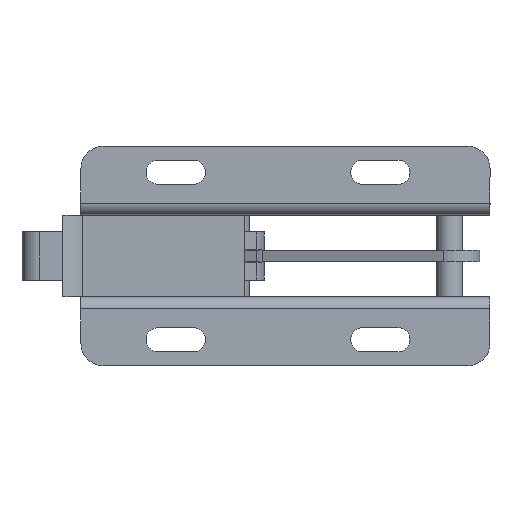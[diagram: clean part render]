
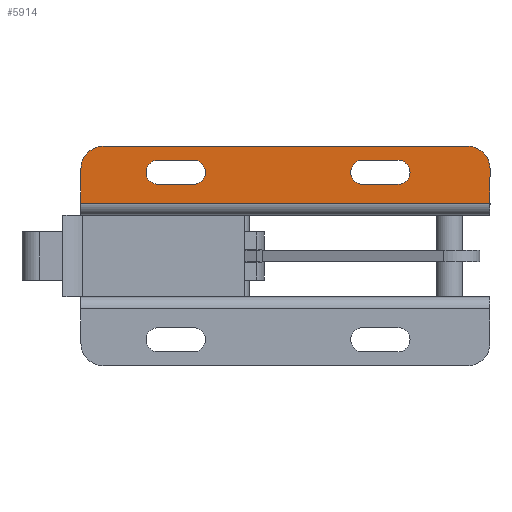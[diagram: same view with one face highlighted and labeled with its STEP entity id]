
A CAD part, front view. The second image highlights one B-rep face of the part: STEP entity #5914.
In plain terms, the highlighted planar face has unit normal (0, -1, 0).
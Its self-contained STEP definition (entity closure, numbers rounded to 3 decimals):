
#267 = CARTESIAN_POINT ( 'NONE',  ( 21.9, -32.6, -3.2 ) ) ;
#268 = DIRECTION ( 'NONE',  ( -1., 0., 0. ) ) ;
#269 = CARTESIAN_POINT ( 'NONE',  ( -82.1, -32.6, -12.5 ) ) ;
#270 = DIRECTION ( 'NONE',  ( 0., 1., 0. ) ) ;
#310 = CIRCLE ( 'NONE', #315, 6. ) ;
#314 = VECTOR ( 'NONE', #268, 1000. ) ;
#315 = AXIS2_PLACEMENT_3D ( 'NONE', #269, #270, #827 ) ;
#352 = EDGE_CURVE ( 'NONE', #3578, #3576, #6919, .T. ) ;
#353 = EDGE_CURVE ( 'NONE', #3573, #3575, #8021, .T. ) ;
#354 = EDGE_CURVE ( 'NONE', #3576, #3577, #1356, .T. ) ;
#355 = EDGE_CURVE ( 'NONE', #3579, #3578, #1357, .T. ) ;
#356 = EDGE_CURVE ( 'NONE', #3577, #3579, #8025, .T. ) ;
#357 = EDGE_CURVE ( 'NONE', #3511, #3570, #8028, .T. ) ;
#827 = DIRECTION ( 'NONE',  ( 0., 0., -1. ) ) ;
#1000 = AXIS2_PLACEMENT_3D ( 'NONE', #6635, #6636, #6637 ) ;
#1015 = VECTOR ( 'NONE', #6660, 1000. ) ;
#1024 = VECTOR ( 'NONE', #6678, 1000. ) ;
#1356 = LINE ( 'NONE', #3950, #8024 ) ;
#1357 = LINE ( 'NONE', #3952, #8026 ) ;
#1569 = EDGE_LOOP ( 'NONE', ( #4890, #4892, #4891, #4893 ) ) ;
#1570 = EDGE_LOOP ( 'NONE', ( #5025, #5027, #5026, #5028 ) ) ;
#1571 = EDGE_LOOP ( 'NONE', ( #5031, #5030, #5029, #5032, #5033, #5034 ) ) ;
#2424 = CARTESIAN_POINT ( 'NONE',  ( 21.9, -32.6, -18.5 ) ) ;
#2425 = DIRECTION ( 'NONE',  ( -1., 0., 0. ) ) ;
#2428 = CARTESIAN_POINT ( 'NONE',  ( -63.35, -32.6, -11.5 ) ) ;
#2429 = DIRECTION ( 'NONE',  ( 0., -1., 0. ) ) ;
#2430 = DIRECTION ( 'NONE',  ( 0., 0., -1. ) ) ;
#2431 = CARTESIAN_POINT ( 'NONE',  ( 21.9, -32.6, -14.75 ) ) ;
#2432 = DIRECTION ( 'NONE',  ( 1., 0., 0. ) ) ;
#2433 = CARTESIAN_POINT ( 'NONE',  ( 21.9, -32.6, -8.25 ) ) ;
#2434 = DIRECTION ( 'NONE',  ( -1., 0., 0. ) ) ;
#3230 = EDGE_CURVE ( 'NONE', #3570, #3571, #4088, .T. ) ;
#3232 = EDGE_CURVE ( 'NONE', #3574, #3572, #7874, .T. ) ;
#3233 = EDGE_CURVE ( 'NONE', #3572, #3573, #4090, .T. ) ;
#3234 = EDGE_CURVE ( 'NONE', #3575, #3574, #4091, .T. ) ;
#3510 = VERTEX_POINT ( 'NONE', #7197 ) ;
#3511 = VERTEX_POINT ( 'NONE', #7198 ) ;
#3519 = VERTEX_POINT ( 'NONE', #7206 ) ;
#3520 = VERTEX_POINT ( 'NONE', #7207 ) ;
#3570 = VERTEX_POINT ( 'NONE', #7232 ) ;
#3571 = VERTEX_POINT ( 'NONE', #7233 ) ;
#3572 = VERTEX_POINT ( 'NONE', #7234 ) ;
#3573 = VERTEX_POINT ( 'NONE', #7235 ) ;
#3574 = VERTEX_POINT ( 'NONE', #7236 ) ;
#3575 = VERTEX_POINT ( 'NONE', #7237 ) ;
#3576 = VERTEX_POINT ( 'NONE', #7238 ) ;
#3577 = VERTEX_POINT ( 'NONE', #7239 ) ;
#3578 = VERTEX_POINT ( 'NONE', #7240 ) ;
#3579 = VERTEX_POINT ( 'NONE', #7241 ) ;
#3944 = CARTESIAN_POINT ( 'NONE',  ( -8.35, -32.6, -11.5 ) ) ;
#3945 = DIRECTION ( 'NONE',  ( 0., -1., 0. ) ) ;
#3946 = DIRECTION ( 'NONE',  ( 0., 0., -1. ) ) ;
#3947 = CARTESIAN_POINT ( 'NONE',  ( -53.85, -32.6, -11.5 ) ) ;
#3948 = DIRECTION ( 'NONE',  ( 0., -1., 0. ) ) ;
#3949 = DIRECTION ( 'NONE',  ( 0., 0., -1. ) ) ;
#3950 = CARTESIAN_POINT ( 'NONE',  ( 21.9, -32.6, -14.75 ) ) ;
#3951 = DIRECTION ( 'NONE',  ( 1., 0., 0. ) ) ;
#3952 = CARTESIAN_POINT ( 'NONE',  ( 21.9, -32.6, -8.25 ) ) ;
#3953 = DIRECTION ( 'NONE',  ( -1., 0., 0. ) ) ;
#3954 = CARTESIAN_POINT ( 'NONE',  ( 1.15, -32.6, -11.5 ) ) ;
#3955 = DIRECTION ( 'NONE',  ( 0., -1., 0. ) ) ;
#3956 = DIRECTION ( 'NONE',  ( 0., 0., -1. ) ) ;
#3957 = CARTESIAN_POINT ( 'NONE',  ( 15.9, -32.6, -12.5 ) ) ;
#3958 = DIRECTION ( 'NONE',  ( 0., 1., 0. ) ) ;
#3959 = DIRECTION ( 'NONE',  ( 0., 0., -1. ) ) ;
#4088 = LINE ( 'NONE', #2424, #7875 ) ;
#4090 = LINE ( 'NONE', #2431, #7880 ) ;
#4091 = LINE ( 'NONE', #2433, #7881 ) ;
#4227 = LINE ( 'NONE', #267, #314 ) ;
#4578 = EDGE_CURVE ( 'NONE', #3510, #3520, #4227, .T. ) ;
#4579 = EDGE_CURVE ( 'NONE', #3571, #3519, #310, .T. ) ;
#4890 = ORIENTED_EDGE ( 'NONE', *, *, #3233, .F. ) ;
#4891 = ORIENTED_EDGE ( 'NONE', *, *, #3234, .F. ) ;
#4892 = ORIENTED_EDGE ( 'NONE', *, *, #3232, .F. ) ;
#4893 = ORIENTED_EDGE ( 'NONE', *, *, #353, .F. ) ;
#5025 = ORIENTED_EDGE ( 'NONE', *, *, #354, .F. ) ;
#5026 = ORIENTED_EDGE ( 'NONE', *, *, #355, .F. ) ;
#5027 = ORIENTED_EDGE ( 'NONE', *, *, #352, .F. ) ;
#5028 = ORIENTED_EDGE ( 'NONE', *, *, #356, .F. ) ;
#5029 = ORIENTED_EDGE ( 'NONE', *, *, #6128, .T. ) ;
#5030 = ORIENTED_EDGE ( 'NONE', *, *, #357, .F. ) ;
#5031 = ORIENTED_EDGE ( 'NONE', *, *, #3230, .F. ) ;
#5032 = ORIENTED_EDGE ( 'NONE', *, *, #4578, .T. ) ;
#5033 = ORIENTED_EDGE ( 'NONE', *, *, #6137, .F. ) ;
#5034 = ORIENTED_EDGE ( 'NONE', *, *, #4579, .F. ) ;
#5914 = ADVANCED_FACE ( 'NONE', ( #7536, #7537, #7538 ), #6634, .F. ) ;
#6128 = EDGE_CURVE ( 'NONE', #3511, #3510, #7549, .T. ) ;
#6137 = EDGE_CURVE ( 'NONE', #3519, #3520, #7558, .T. ) ;
#6634 = PLANE ( 'NONE',  #1000 ) ;
#6635 = CARTESIAN_POINT ( 'NONE',  ( 21.9, -32.6, -3.2 ) ) ;
#6636 = DIRECTION ( 'NONE',  ( 0., 1., 0. ) ) ;
#6637 = DIRECTION ( 'NONE',  ( 0., 0., -1. ) ) ;
#6659 = CARTESIAN_POINT ( 'NONE',  ( 21.9, -32.6, -3.2 ) ) ;
#6660 = DIRECTION ( 'NONE',  ( 0., 0., 1. ) ) ;
#6677 = CARTESIAN_POINT ( 'NONE',  ( -88.1, -32.6, -3.2 ) ) ;
#6678 = DIRECTION ( 'NONE',  ( 0., 0., 1. ) ) ;
#6919 = CIRCLE ( 'NONE', #8020, 3.25 ) ;
#7197 = CARTESIAN_POINT ( 'NONE',  ( 21.9, -32.6, -3.2 ) ) ;
#7198 = CARTESIAN_POINT ( 'NONE',  ( 21.9, -32.6, -12.5 ) ) ;
#7206 = CARTESIAN_POINT ( 'NONE',  ( -88.1, -32.6, -12.5 ) ) ;
#7207 = CARTESIAN_POINT ( 'NONE',  ( -88.1, -32.6, -3.2 ) ) ;
#7232 = CARTESIAN_POINT ( 'NONE',  ( 15.9, -32.6, -18.5 ) ) ;
#7233 = CARTESIAN_POINT ( 'NONE',  ( -82.1, -32.6, -18.5 ) ) ;
#7234 = CARTESIAN_POINT ( 'NONE',  ( -63.35, -32.6, -14.75 ) ) ;
#7235 = CARTESIAN_POINT ( 'NONE',  ( -53.85, -32.6, -14.75 ) ) ;
#7236 = CARTESIAN_POINT ( 'NONE',  ( -63.35, -32.6, -8.25 ) ) ;
#7237 = CARTESIAN_POINT ( 'NONE',  ( -53.85, -32.6, -8.25 ) ) ;
#7238 = CARTESIAN_POINT ( 'NONE',  ( -8.35, -32.6, -14.75 ) ) ;
#7239 = CARTESIAN_POINT ( 'NONE',  ( 1.15, -32.6, -14.75 ) ) ;
#7240 = CARTESIAN_POINT ( 'NONE',  ( -8.35, -32.6, -8.25 ) ) ;
#7241 = CARTESIAN_POINT ( 'NONE',  ( 1.15, -32.6, -8.25 ) ) ;
#7536 = FACE_BOUND ( 'NONE', #1569, .T. ) ;
#7537 = FACE_BOUND ( 'NONE', #1570, .T. ) ;
#7538 = FACE_OUTER_BOUND ( 'NONE', #1571, .T. ) ;
#7549 = LINE ( 'NONE', #6659, #1015 ) ;
#7558 = LINE ( 'NONE', #6677, #1024 ) ;
#7874 = CIRCLE ( 'NONE', #7879, 3.25 ) ;
#7875 = VECTOR ( 'NONE', #2425, 1000. ) ;
#7879 = AXIS2_PLACEMENT_3D ( 'NONE', #2428, #2429, #2430 ) ;
#7880 = VECTOR ( 'NONE', #2432, 1000. ) ;
#7881 = VECTOR ( 'NONE', #2434, 1000. ) ;
#8020 = AXIS2_PLACEMENT_3D ( 'NONE', #3944, #3945, #3946 ) ;
#8021 = CIRCLE ( 'NONE', #8023, 3.25 ) ;
#8023 = AXIS2_PLACEMENT_3D ( 'NONE', #3947, #3948, #3949 ) ;
#8024 = VECTOR ( 'NONE', #3951, 1000. ) ;
#8025 = CIRCLE ( 'NONE', #8027, 3.25 ) ;
#8026 = VECTOR ( 'NONE', #3953, 1000. ) ;
#8027 = AXIS2_PLACEMENT_3D ( 'NONE', #3954, #3955, #3956 ) ;
#8028 = CIRCLE ( 'NONE', #8030, 6. ) ;
#8030 = AXIS2_PLACEMENT_3D ( 'NONE', #3957, #3958, #3959 ) ;
